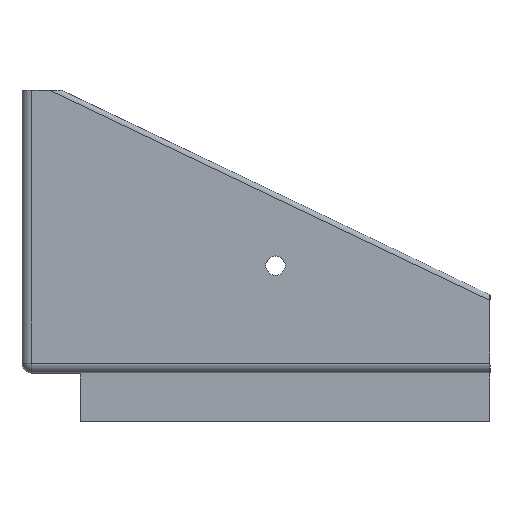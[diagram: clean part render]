
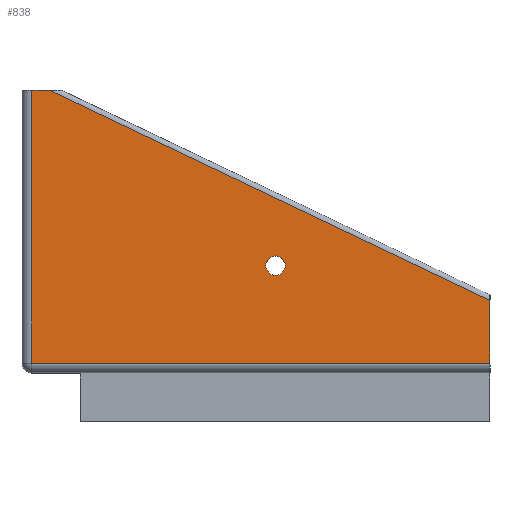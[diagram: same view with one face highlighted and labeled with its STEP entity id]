
A CAD part, top view. The second image highlights one B-rep face of the part: STEP entity #838.
In plain terms, the highlighted planar face has unit normal (0, 0, 1).
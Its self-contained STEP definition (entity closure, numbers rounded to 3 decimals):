
#38 = ORIENTED_EDGE ( 'NONE', *, *, #471, .T. ) ;
#54 = VERTEX_POINT ( 'NONE', #884 ) ;
#136 = DIRECTION ( 'NONE',  ( 1., 0., 0. ) ) ;
#140 = VECTOR ( 'NONE', #927, 1000. ) ;
#152 = FACE_BOUND ( 'NONE', #442, .T. ) ;
#154 = EDGE_CURVE ( 'NONE', #416, #183, #194, .T. ) ;
#168 = DIRECTION ( 'NONE',  ( -0.902, 0.431, 0. ) ) ;
#170 = VECTOR ( 'NONE', #1209, 1000. ) ;
#183 = VERTEX_POINT ( 'NONE', #743 ) ;
#194 = LINE ( 'NONE', #1006, #170 ) ;
#202 = CARTESIAN_POINT ( 'NONE',  ( -41.598, 31.635, 0. ) ) ;
#207 = LINE ( 'NONE', #883, #140 ) ;
#262 = LINE ( 'NONE', #392, #415 ) ;
#309 = DIRECTION ( 'NONE',  ( 1., 0., 0. ) ) ;
#319 = EDGE_CURVE ( 'NONE', #54, #416, #1059, .T. ) ;
#321 = CARTESIAN_POINT ( 'NONE',  ( -19.383, 14.086, 0. ) ) ;
#335 = EDGE_CURVE ( 'NONE', #183, #1136, #917, .T. ) ;
#357 = DIRECTION ( 'NONE',  ( 0., 0., -1. ) ) ;
#360 = PLANE ( 'NONE',  #984 ) ;
#367 = ORIENTED_EDGE ( 'NONE', *, *, #335, .T. ) ;
#372 = FACE_OUTER_BOUND ( 'NONE', #397, .T. ) ;
#381 = VERTEX_POINT ( 'NONE', #769 ) ;
#392 = CARTESIAN_POINT ( 'NONE',  ( -41.383, 32.086, 0. ) ) ;
#397 = EDGE_LOOP ( 'NONE', ( #620, #38, #1147, #509, #367 ) ) ;
#412 = CARTESIAN_POINT ( 'NONE',  ( 2.617, 4.086, 0. ) ) ;
#414 = AXIS2_PLACEMENT_3D ( 'NONE', #808, #880, #309 ) ;
#415 = VECTOR ( 'NONE', #1030, 1000. ) ;
#416 = VERTEX_POINT ( 'NONE', #787 ) ;
#442 = EDGE_LOOP ( 'NONE', ( #550, #535 ) ) ;
#471 = EDGE_CURVE ( 'NONE', #381, #54, #207, .T. ) ;
#503 = DIRECTION ( 'NONE',  ( -1., 0., 0. ) ) ;
#509 = ORIENTED_EDGE ( 'NONE', *, *, #154, .T. ) ;
#535 = ORIENTED_EDGE ( 'NONE', *, *, #742, .F. ) ;
#550 = ORIENTED_EDGE ( 'NONE', *, *, #1092, .F. ) ;
#571 = VERTEX_POINT ( 'NONE', #1150 ) ;
#620 = ORIENTED_EDGE ( 'NONE', *, *, #673, .T. ) ;
#627 = DIRECTION ( 'NONE',  ( 1., 0., 0. ) ) ;
#673 = EDGE_CURVE ( 'NONE', #1136, #381, #262, .T. ) ;
#742 = EDGE_CURVE ( 'NONE', #571, #1090, #1194, .T. ) ;
#743 = CARTESIAN_POINT ( 'NONE',  ( 2.617, 10.532, 0. ) ) ;
#769 = CARTESIAN_POINT ( 'NONE',  ( -44.383, 32.086, 0. ) ) ;
#787 = CARTESIAN_POINT ( 'NONE',  ( 2.617, 4.086, 0. ) ) ;
#808 = CARTESIAN_POINT ( 'NONE',  ( -19.383, 14.086, 0. ) ) ;
#838 = ADVANCED_FACE ( 'NONE', ( #152, #372 ), #360, .F. ) ;
#860 = VECTOR ( 'NONE', #168, 1000. ) ;
#880 = DIRECTION ( 'NONE',  ( 0., 0., 1. ) ) ;
#883 = CARTESIAN_POINT ( 'NONE',  ( -44.383, 4.086, 0. ) ) ;
#884 = CARTESIAN_POINT ( 'NONE',  ( -44.383, 4.086, 0. ) ) ;
#903 = CARTESIAN_POINT ( 'NONE',  ( 2.617, 32.086, 0. ) ) ;
#917 = LINE ( 'NONE', #202, #860 ) ;
#920 = AXIS2_PLACEMENT_3D ( 'NONE', #321, #1043, #136 ) ;
#927 = DIRECTION ( 'NONE',  ( 0., -1., 0. ) ) ;
#947 = VECTOR ( 'NONE', #627, 1000. ) ;
#984 = AXIS2_PLACEMENT_3D ( 'NONE', #903, #357, #503 ) ;
#1006 = CARTESIAN_POINT ( 'NONE',  ( 2.617, 3.086, 0. ) ) ;
#1018 = CIRCLE ( 'NONE', #920, 1. ) ;
#1030 = DIRECTION ( 'NONE',  ( -1., 0., 0. ) ) ;
#1034 = CARTESIAN_POINT ( 'NONE',  ( -42.544, 32.086, 0. ) ) ;
#1043 = DIRECTION ( 'NONE',  ( 0., 0., 1. ) ) ;
#1059 = LINE ( 'NONE', #412, #947 ) ;
#1090 = VERTEX_POINT ( 'NONE', #1173 ) ;
#1092 = EDGE_CURVE ( 'NONE', #1090, #571, #1018, .T. ) ;
#1136 = VERTEX_POINT ( 'NONE', #1034 ) ;
#1147 = ORIENTED_EDGE ( 'NONE', *, *, #319, .T. ) ;
#1150 = CARTESIAN_POINT ( 'NONE',  ( -20.383, 14.086, 0. ) ) ;
#1173 = CARTESIAN_POINT ( 'NONE',  ( -18.383, 14.086, 0. ) ) ;
#1194 = CIRCLE ( 'NONE', #414, 1. ) ;
#1209 = DIRECTION ( 'NONE',  ( 0., 1., 0. ) ) ;
